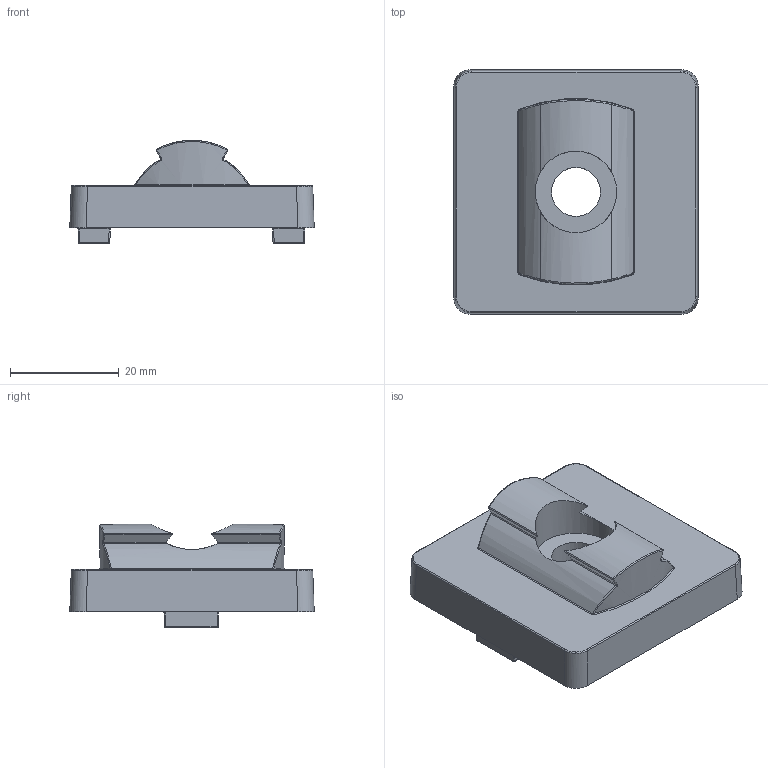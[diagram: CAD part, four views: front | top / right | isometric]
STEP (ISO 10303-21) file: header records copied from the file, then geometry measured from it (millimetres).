
FILE_DESCRIPTION(/* description */ (''),/* implementation_level */ '2;1');
FILE_NAME(/* name */ '700440.stp',/* time_stamp */ '2020-12-10T17:27:47+01:00',/* author */ ('Spacek'),/* organization */ ('Alutec K&K'),/* preprocessor_version */ 'ST-DEVELOPER v18.1',/* originating_system */ 'Autodesk Inventor 2021',/* authorisation */ '');
FILE_SCHEMA (('AUTOMOTIVE_DESIGN { 1 0 10303 214 3 1 1 }'));
Length unit declared in the file: millimetre
Products named in the file (4): 700440; 700439_2; 700439_3; 700440_1
Assembly tree (3 placements, depth 2):
  700440
    700439_2
    700439_3
    700440_1
Bounding box: 45 x 45 x 19 mm (x, y, z)
Volume: 12672.6 mm3; surface area: 10015.5 mm2
Topology: 3 solids, 3 shells, 613 faces, 1431 edges, 783 vertices
Faces by surface type: cylinder 270, plane 131, sphere 104, bspline 74, torus 22, cone 12
Full cylindrical faces by diameter (mm): 9 x1, 15 x1
Entity records: 21909 total; most frequent: CARTESIAN_POINT 8474, DIRECTION 2862, ORIENTED_EDGE 2754, EDGE_CURVE 1377, AXIS2_PLACEMENT_3D 1130, VERTEX_POINT 783, EDGE_LOOP 628, FACE_OUTER_BOUND 613
